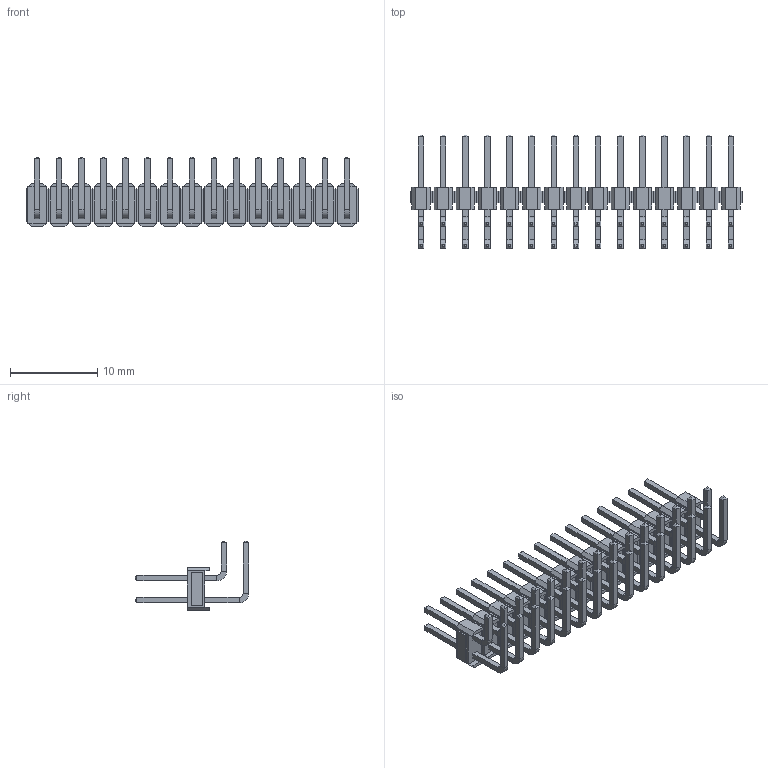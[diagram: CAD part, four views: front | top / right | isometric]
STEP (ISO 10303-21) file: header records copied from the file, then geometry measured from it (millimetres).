
FILE_DESCRIPTION (( 'STEP AP214' ), '1' );
FILE_NAME ('PLDR-30.STEP', '2019-07-02T20:46:59', ( '' ), ( '' ), 'SwSTEP 2.0', 'SolidWorks 2018', '' );
FILE_SCHEMA (( 'AUTOMOTIVE_DESIGN' ));
Length unit declared in the file: millimetre
Products named in the file (1): PLDR-30
Bounding box: 38.1 x 13.04 x 8 mm (x, y, z)
Volume: 526.1 mm3; surface area: 1943.8 mm2
Topology: 15 solids, 15 shells, 1140 faces, 2520 edges, 1500 vertices
Faces by surface type: plane 1080, cylinder 60
Entity records: 42824 total; most frequent: CARTESIAN_POINT 5161, ORIENTED_EDGE 5040, DIRECTION 4922, EDGE_CURVE 2520, LINE 2400, VECTOR 2400, VERTEX_POINT 1500, AXIS2_PLACEMENT_3D 1261
